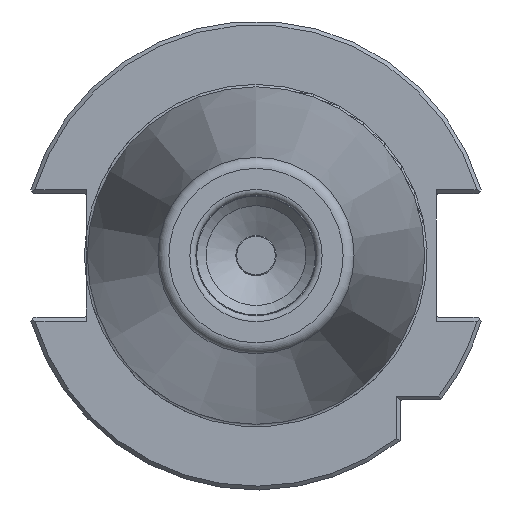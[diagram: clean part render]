
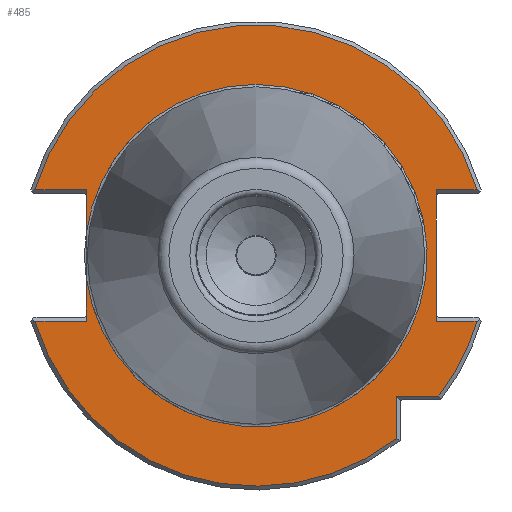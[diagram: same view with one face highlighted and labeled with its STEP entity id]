
A CAD part, left-side view. The second image highlights one B-rep face of the part: STEP entity #485.
In plain terms, the highlighted planar face has unit normal (-1, 0, 0).
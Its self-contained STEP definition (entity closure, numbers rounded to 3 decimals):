
#485 = ADVANCED_FACE( '', ( #1100 ), #1101, .T. );
#1100 = FACE_OUTER_BOUND( '', #1941, .T. );
#1101 = PLANE( '', #1942 );
#1941 = EDGE_LOOP( '', ( #3263, #3264, #3265, #3266, #3267, #3268, #3269, #3270, #3271, #3272, #3273, #3274, #3275 ) );
#1942 = AXIS2_PLACEMENT_3D( '', #3276, #3277, #3278 );
#3263 = ORIENTED_EDGE( '', *, *, #4814, .T. );
#3264 = ORIENTED_EDGE( '', *, *, #4392, .T. );
#3265 = ORIENTED_EDGE( '', *, *, #4579, .F. );
#3266 = ORIENTED_EDGE( '', *, *, #4815, .T. );
#3267 = ORIENTED_EDGE( '', *, *, #4816, .T. );
#3268 = ORIENTED_EDGE( '', *, *, #4732, .T. );
#3269 = ORIENTED_EDGE( '', *, *, #4817, .F. );
#3270 = ORIENTED_EDGE( '', *, *, #4818, .F. );
#3271 = ORIENTED_EDGE( '', *, *, #4819, .F. );
#3272 = ORIENTED_EDGE( '', *, *, #4475, .T. );
#3273 = ORIENTED_EDGE( '', *, *, #4712, .T. );
#3274 = ORIENTED_EDGE( '', *, *, #4820, .T. );
#3275 = ORIENTED_EDGE( '', *, *, #4602, .T. );
#3276 = CARTESIAN_POINT( '', ( 3.2, 0., 35.591 ) );
#3277 = DIRECTION( '', ( -1., 0., 0. ) );
#3278 = DIRECTION( '', ( 0., 0., 1. ) );
#4392 = EDGE_CURVE( '', #5204, #5209, #5211, .T. );
#4475 = EDGE_CURVE( '', #5352, #5349, #5353, .T. );
#4579 = EDGE_CURVE( '', #5524, #5209, #5526, .T. );
#4602 = EDGE_CURVE( '', #5562, #5559, #5563, .T. );
#4712 = EDGE_CURVE( '', #5349, #5732, #5734, .T. );
#4732 = EDGE_CURVE( '', #5756, #5761, #5763, .T. );
#4814 = EDGE_CURVE( '', #5559, #5204, #5874, .T. );
#4815 = EDGE_CURVE( '', #5524, #5875, #5876, .T. );
#4816 = EDGE_CURVE( '', #5875, #5756, #5877, .T. );
#4817 = EDGE_CURVE( '', #5823, #5761, #5878, .T. );
#4818 = EDGE_CURVE( '', #5822, #5823, #5879, .T. );
#4819 = EDGE_CURVE( '', #5352, #5822, #5880, .T. );
#4820 = EDGE_CURVE( '', #5732, #5562, #5881, .T. );
#5204 = VERTEX_POINT( '', #6457 );
#5209 = VERTEX_POINT( '', #6466 );
#5211 = LINE( '', #6469, #6470 );
#5349 = VERTEX_POINT( '', #6729 );
#5352 = VERTEX_POINT( '', #6735 );
#5353 = LINE( '', #6736, #6737 );
#5524 = VERTEX_POINT( '', #7020 );
#5526 = LINE( '', #7023, #7024 );
#5559 = VERTEX_POINT( '', #7070 );
#5562 = VERTEX_POINT( '', #7076 );
#5563 = LINE( '', #7077, #7078 );
#5732 = VERTEX_POINT( '', #7404 );
#5734 = CIRCLE( '', #7409, 47.95 );
#5756 = VERTEX_POINT( '', #7445 );
#5761 = VERTEX_POINT( '', #7455 );
#5763 = LINE( '', #7458, #7459 );
#5822 = VERTEX_POINT( '', #7551 );
#5823 = VERTEX_POINT( '', #7552 );
#5874 = CIRCLE( '', #7621, 47.95 );
#5875 = VERTEX_POINT( '', #7622 );
#5876 = LINE( '', #7623, #7624 );
#5877 = CIRCLE( '', #7625, 47.95 );
#5878 = LINE( '', #7626, #7627 );
#5879 = CIRCLE( '', #7628, 35.591 );
#5880 = LINE( '', #7629, #7630 );
#5881 = LINE( '', #7631, #7632 );
#6457 = CARTESIAN_POINT( '', ( 3.2, -45.966, -13.65 ) );
#6466 = CARTESIAN_POINT( '', ( 3.2, -37.5, -13.65 ) );
#6469 = CARTESIAN_POINT( '', ( 3.2, -37.5, -13.65 ) );
#6470 = VECTOR( '', #8239, 1000. );
#6729 = CARTESIAN_POINT( '', ( 3.2, 45.966, -13.65 ) );
#6735 = CARTESIAN_POINT( '', ( 3.2, 35.3, -13.65 ) );
#6736 = CARTESIAN_POINT( '', ( 3.2, 47.181, -13.65 ) );
#6737 = VECTOR( '', #8334, 1000. );
#7020 = CARTESIAN_POINT( '', ( 3.2, -37.5, 13.65 ) );
#7023 = CARTESIAN_POINT( '', ( 3.2, -37.5, 12.85 ) );
#7024 = VECTOR( '', #8449, 1000. );
#7070 = CARTESIAN_POINT( '', ( 3.2, -38.034, -29.2 ) );
#7076 = CARTESIAN_POINT( '', ( 3.2, -29.2, -29.2 ) );
#7077 = CARTESIAN_POINT( '', ( 3.2, -38.616, -29.2 ) );
#7078 = VECTOR( '', #8472, 1000. );
#7404 = CARTESIAN_POINT( '', ( 3.2, -29.2, -38.034 ) );
#7409 = AXIS2_PLACEMENT_3D( '', #8590, #8591, #8592 );
#7445 = CARTESIAN_POINT( '', ( 3.2, 45.966, 13.65 ) );
#7455 = CARTESIAN_POINT( '', ( 3.2, 35.3, 13.65 ) );
#7458 = CARTESIAN_POINT( '', ( 3.2, 35.3, 13.65 ) );
#7459 = VECTOR( '', #8607, 1000. );
#7551 = CARTESIAN_POINT( '', ( 3.2, 35.3, -4.543 ) );
#7552 = CARTESIAN_POINT( '', ( 3.2, 35.3, 4.543 ) );
#7621 = AXIS2_PLACEMENT_3D( '', #8689, #8690, #8691 );
#7622 = CARTESIAN_POINT( '', ( 3.2, -45.966, 13.65 ) );
#7623 = CARTESIAN_POINT( '', ( 3.2, -47.181, 13.65 ) );
#7624 = VECTOR( '', #8692, 1000. );
#7625 = AXIS2_PLACEMENT_3D( '', #8693, #8694, #8695 );
#7626 = CARTESIAN_POINT( '', ( 3.2, 35.3, -12.85 ) );
#7627 = VECTOR( '', #8696, 1000. );
#7628 = AXIS2_PLACEMENT_3D( '', #8697, #8698, #8699 );
#7629 = CARTESIAN_POINT( '', ( 3.2, 35.3, -12.85 ) );
#7630 = VECTOR( '', #8700, 1000. );
#7631 = CARTESIAN_POINT( '', ( 3.2, -29.2, -30. ) );
#7632 = VECTOR( '', #8701, 1000. );
#8239 = DIRECTION( '', ( 0., 1., 0. ) );
#8334 = DIRECTION( '', ( 0., 1., 0. ) );
#8449 = DIRECTION( '', ( 0., 0., -1. ) );
#8472 = DIRECTION( '', ( 0., -1., 0. ) );
#8590 = CARTESIAN_POINT( '', ( 3.2, 0., 0. ) );
#8591 = DIRECTION( '', ( -1., 0., 0. ) );
#8592 = DIRECTION( '', ( 0., 0., 1. ) );
#8607 = DIRECTION( '', ( 0., -1., 0. ) );
#8689 = CARTESIAN_POINT( '', ( 3.2, 0., 0. ) );
#8690 = DIRECTION( '', ( -1., 0., 0. ) );
#8691 = DIRECTION( '', ( 0., 0., 1. ) );
#8692 = DIRECTION( '', ( 0., -1., 0. ) );
#8693 = CARTESIAN_POINT( '', ( 3.2, 0., 0. ) );
#8694 = DIRECTION( '', ( -1., 0., 0. ) );
#8695 = DIRECTION( '', ( 0., 0., 1. ) );
#8696 = DIRECTION( '', ( 0., 0., 1. ) );
#8697 = CARTESIAN_POINT( '', ( 3.2, 0., 0. ) );
#8698 = DIRECTION( '', ( -1., 0., 0. ) );
#8699 = DIRECTION( '', ( 0., 0., 1. ) );
#8700 = DIRECTION( '', ( 0., 0., 1. ) );
#8701 = DIRECTION( '', ( 0., 0., 1. ) );
